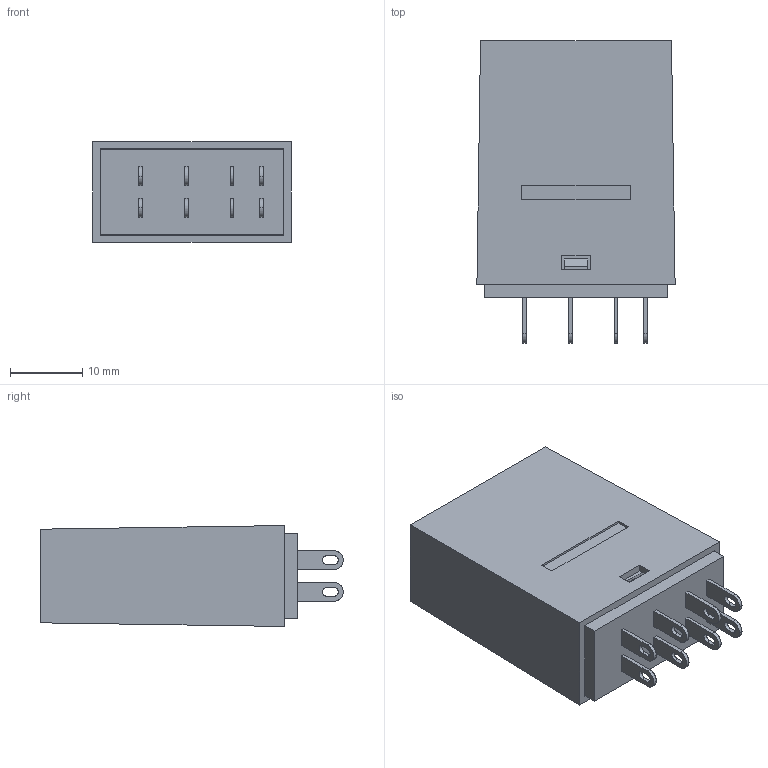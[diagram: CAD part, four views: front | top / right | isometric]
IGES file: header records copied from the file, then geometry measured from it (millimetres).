
Start section: SolidWorks IGES file using analytic representation for surfaces
Global section: file name: RY2S-U($)[AC][DC]##_rev0.0.IGS; native system: SolidWorks 2019; preprocessor: SolidWorks 2019; author: 1003643; date: 211228.081601; units: millimetre
Bounding box: 27.5 x 42 x 14 mm (x, y, z)
Surface area: 7061.6 mm2 (no closed solid volume)
Topology: 0 solids, 0 shells, 125 faces, 1096 edges, 1096 vertices
Faces by surface type: bspline 93, revolution 32
